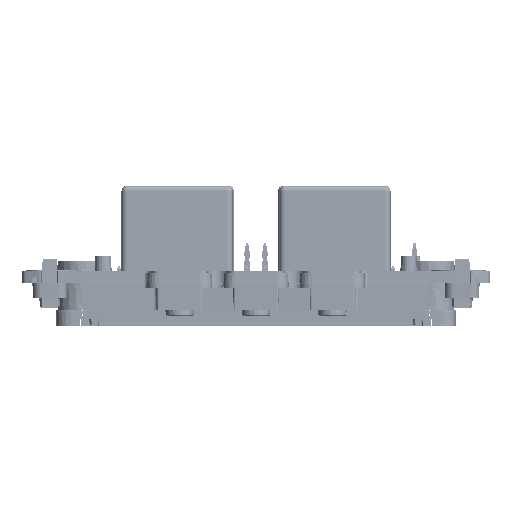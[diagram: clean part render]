
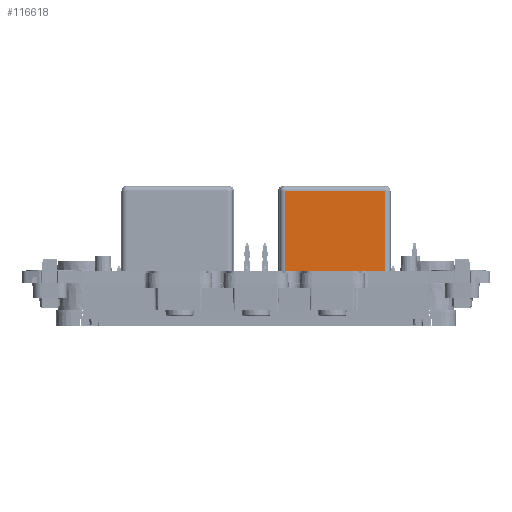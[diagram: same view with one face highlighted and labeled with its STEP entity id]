
A CAD part, front view. The second image highlights one B-rep face of the part: STEP entity #116618.
In plain terms, the highlighted planar face has unit normal (0, -1, 0).
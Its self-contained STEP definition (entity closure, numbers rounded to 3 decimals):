
#17622=ORIENTED_EDGE('',*,*,#48311,.T.);
#17623=ORIENTED_EDGE('',*,*,#49456,.T.);
#17624=ORIENTED_EDGE('',*,*,#49439,.T.);
#17625=ORIENTED_EDGE('',*,*,#49459,.T.);
#48311=EDGE_CURVE('',#64860,#64858,#74950,.T.);
#49439=EDGE_CURVE('',#65659,#65658,#75571,.T.);
#49456=EDGE_CURVE('',#64858,#65659,#75577,.T.);
#49459=EDGE_CURVE('',#65658,#64860,#75580,.T.);
#64858=VERTEX_POINT('',#225730);
#64860=VERTEX_POINT('',#225733);
#65658=VERTEX_POINT('',#228798);
#65659=VERTEX_POINT('',#228800);
#74950=LINE('',#225732,#86421);
#75571=LINE('',#228799,#87042);
#75577=LINE('',#228832,#87048);
#75580=LINE('',#228837,#87051);
#86421=VECTOR('',#184292,1000.);
#87042=VECTOR('',#186711,1000.);
#87048=VECTOR('',#186757,1000.);
#87051=VECTOR('',#186764,1000.);
#97564=EDGE_LOOP('',(#17622,#17623,#17624,#17625));
#105567=FACE_BOUND('',#97564,.T.);
#111896=PLANE('',#169937);
#116618=ADVANCED_FACE('',(#105567),#111896,.T.);
#169937=AXIS2_PLACEMENT_3D('',#228843,#186773,#186774);
#184292=DIRECTION('',(1.,0.,0.));
#186711=DIRECTION('',(-1.,0.,0.));
#186757=DIRECTION('',(0.,0.,1.));
#186764=DIRECTION('',(0.,0.,-1.));
#186773=DIRECTION('',(0.,-1.,0.));
#186774=DIRECTION('',(0.,0.,1.));
#225730=CARTESIAN_POINT('',(33.25,-68.45,13.828));
#225732=CARTESIAN_POINT('',(3.,-68.45,13.828));
#225733=CARTESIAN_POINT('',(4.25,-68.45,13.828));
#228798=CARTESIAN_POINT('',(4.25,-68.45,36.828));
#228799=CARTESIAN_POINT('',(3.,-68.45,36.828));
#228800=CARTESIAN_POINT('',(33.25,-68.45,36.828));
#228832=CARTESIAN_POINT('',(33.25,-68.45,37.828));
#228837=CARTESIAN_POINT('',(4.25,-68.45,13.828));
#228843=CARTESIAN_POINT('',(3.,-68.45,13.828));
